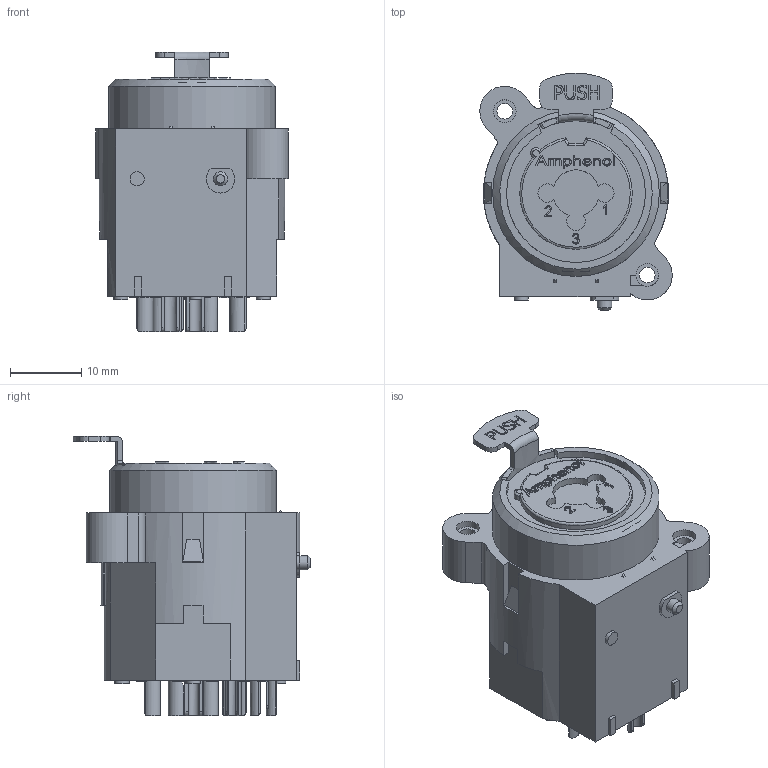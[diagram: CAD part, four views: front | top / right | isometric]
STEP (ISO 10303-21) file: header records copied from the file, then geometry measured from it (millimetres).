
FILE_DESCRIPTION(/* description */ (''),/* implementation_level */ '2;1');
FILE_NAME(/* name */ 'ACJC10S.stp',/* time_stamp */ '2026-03-31T13:45:44+11:00',/* author */ ('minh'),/* organization */ (''),/* preprocessor_version */ 'ST-DEVELOPER v19.2',/* originating_system */ 'Autodesk Inventor 2023',/* authorisation */ '');
FILE_SCHEMA (('AUTOMOTIVE_DESIGN { 1 0 10303 214 3 1 1 }'));
Length unit declared in the file: inch
Products named in the file (1): ACJC10S simplified
Bounding box: 27 x 33.31 x 39.3 mm (x, y, z)
Volume: 16416 mm3; surface area: 5041.2 mm2
Topology: 1 solids, 1 shells, 726 faces, 1976 edges, 1314 vertices
Faces by surface type: plane 429, bspline 190, cylinder 100, torus 5, cone 2
Full cylindrical faces by diameter (mm): 2 x5, 2.2 x2, 3.2 x4, 23.4 x1
Entity records: 25019 total; most frequent: CARTESIAN_POINT 7038, ORIENTED_EDGE 3952, DIRECTION 2840, EDGE_CURVE 1976, VERTEX_POINT 1314, LINE 1300, VECTOR 1300, EDGE_LOOP 796
